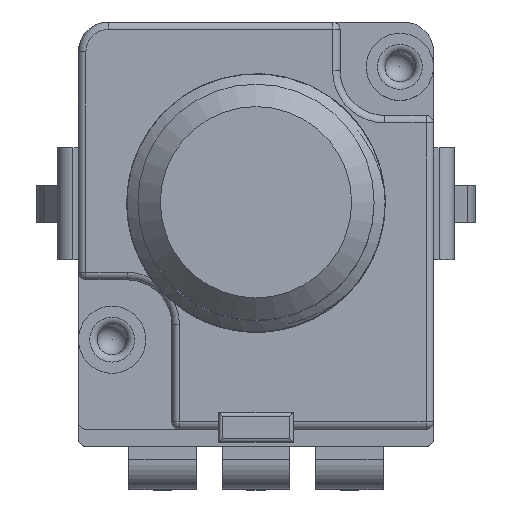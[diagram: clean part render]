
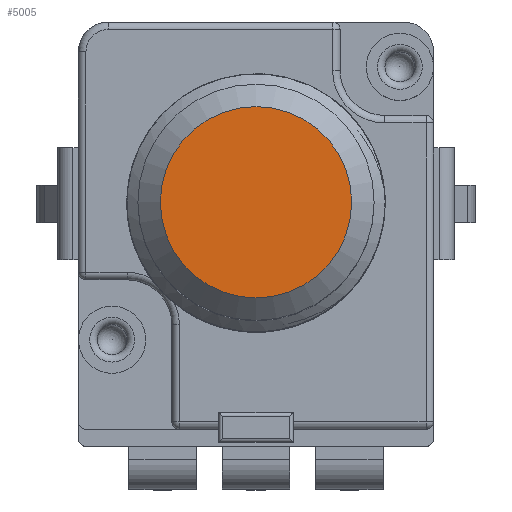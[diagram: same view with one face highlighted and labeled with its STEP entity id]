
A CAD part, top view. The second image highlights one B-rep face of the part: STEP entity #5005.
In plain terms, the highlighted planar face has unit normal (0, 0, 1).
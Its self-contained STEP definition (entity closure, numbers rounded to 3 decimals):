
#194=PLANE('',#5492);
#1491=FACE_OUTER_BOUND('',#1794,.T.);
#1794=EDGE_LOOP('',(#4432));
#2051=CIRCLE('',#5491,2.56);
#2467=VERTEX_POINT('',#9428);
#3141=EDGE_CURVE('',#2467,#2467,#2051,.T.);
#4432=ORIENTED_EDGE('',*,*,#3141,.F.);
#5005=ADVANCED_FACE('',(#1491),#194,.T.);
#5491=AXIS2_PLACEMENT_3D('',#9429,#6747,#6748);
#5492=AXIS2_PLACEMENT_3D('',#9431,#6750,#6751);
#6747=DIRECTION('center_axis',(0.,0.,-1.));
#6748=DIRECTION('ref_axis',(-1.,0.,0.));
#6750=DIRECTION('center_axis',(0.,0.,1.));
#6751=DIRECTION('ref_axis',(-1.,0.,0.));
#9428=CARTESIAN_POINT('',(2.56,0.,25.));
#9429=CARTESIAN_POINT('Origin',(0.,0.,25.));
#9431=CARTESIAN_POINT('Origin',(0.,0.,25.));
